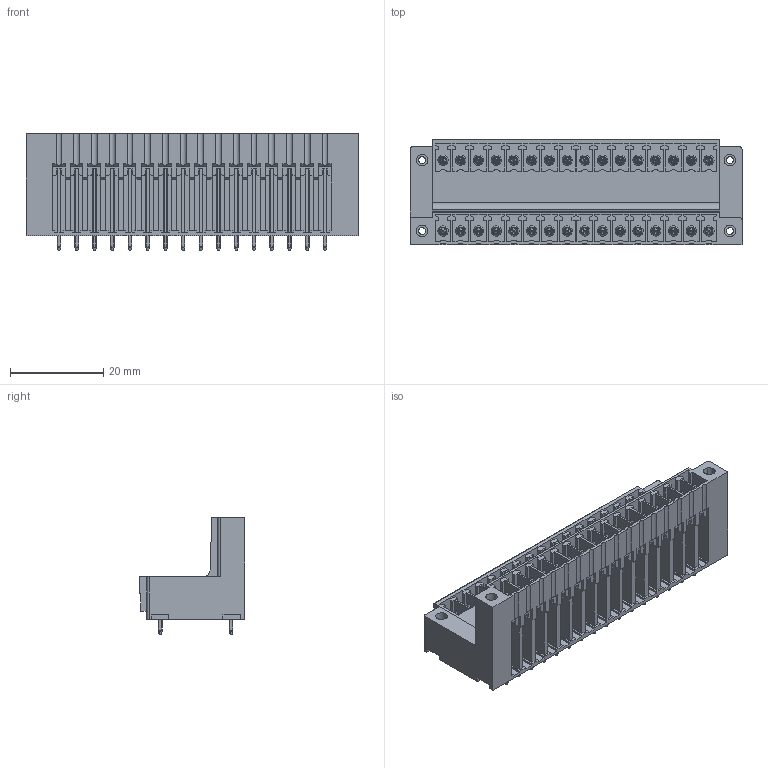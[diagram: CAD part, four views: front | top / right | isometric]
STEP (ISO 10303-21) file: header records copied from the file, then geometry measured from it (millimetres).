
FILE_DESCRIPTION(('CATIA V5 STEP Exchange','CAx-IF Rec.Pracs.--- Model Styling and Organization---1.2---2011-12-15'),'2;1');
FILE_NAME ('D1447329_0', '2018-10-15T07:27:06+00:00', ('none'), ('Weidmueller'), 'CATIA Version 5-6 Release 2014', 'CATIA V5 STEP AP214', 'none');
FILE_SCHEMA(('AUTOMOTIVE_DESIGN { 1 0 10303 214 1 1 1 1 }'));
Products named in the file (1): 1035460000
Bounding box: 71.35 x 22.7 x 25.1 mm (x, y, z)
Volume: 14223 mm3; surface area: 16099.4 mm2
Topology: 33 solids, 33 shells, 1904 faces, 5276 edges, 3510 vertices
Faces by surface type: plane 1239, cylinder 405, cone 196, torus 64
Entity records: 61818 total; most frequent: CARTESIAN_POINT 18264, ORIENTED_EDGE 10552, DIRECTION 6372, EDGE_CURVE 5276, VECTOR 3676, LINE 3676, VERTEX_POINT 3510, EDGE_LOOP 2080
